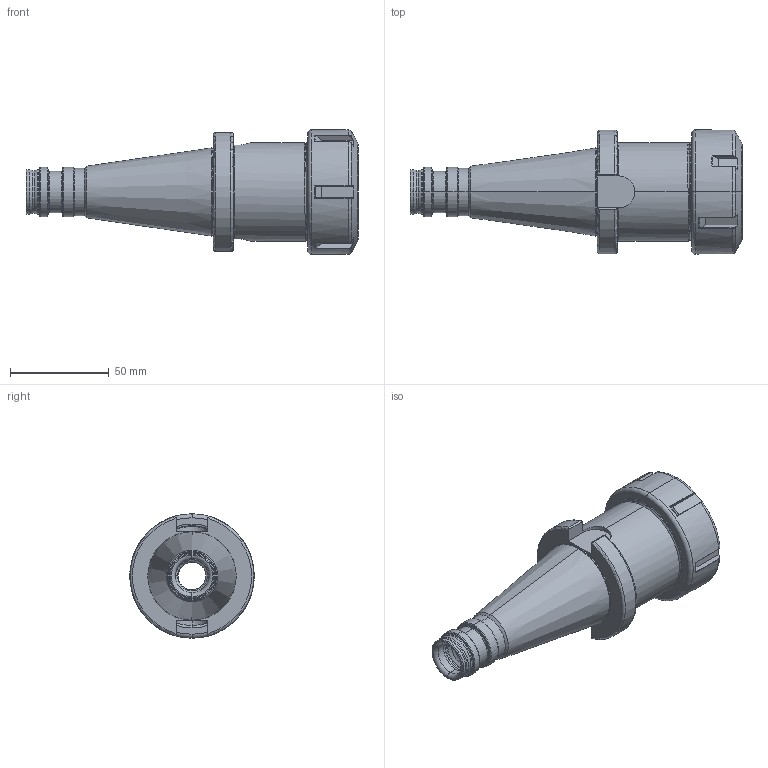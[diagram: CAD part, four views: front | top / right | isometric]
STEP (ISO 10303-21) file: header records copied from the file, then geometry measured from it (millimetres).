
FILE_DESCRIPTION (( 'STEP AP203' ), '1' );
FILE_NAME ('401.02.26.STEP', '2016-11-26T03:57:00', ( '' ), ( '' ), 'SwSTEP 2.0', 'SolidWorks 2012', '' );
FILE_SCHEMA (( 'CONFIG_CONTROL_DESIGN' ));
Length unit declared in the file: millimetre
Products named in the file (3): 2-01.100.0400260C7_ER40螺帽(六溝); 401.02.26
Assembly tree (2 placements, depth 2):
  401.02.26
    401.02.26
    2-01.100.0400260C7_ER40螺帽(六溝)
Bounding box: 168.1 x 63 x 63 mm (x, y, z)
Volume: 184436.3 mm3; surface area: 51800.8 mm2
Topology: 2 solids, 2 shells, 326 faces, 851 edges, 532 vertices
Faces by surface type: cylinder 127, torus 64, plane 62, bspline 44, cone 29
Entity records: 20364 total; most frequent: CARTESIAN_POINT 12946, ORIENTED_EDGE 1698, DIRECTION 1290, EDGE_CURVE 849, VERTEX_POINT 532, AXIS2_PLACEMENT_3D 521, EDGE_LOOP 335, ADVANCED_FACE 326
